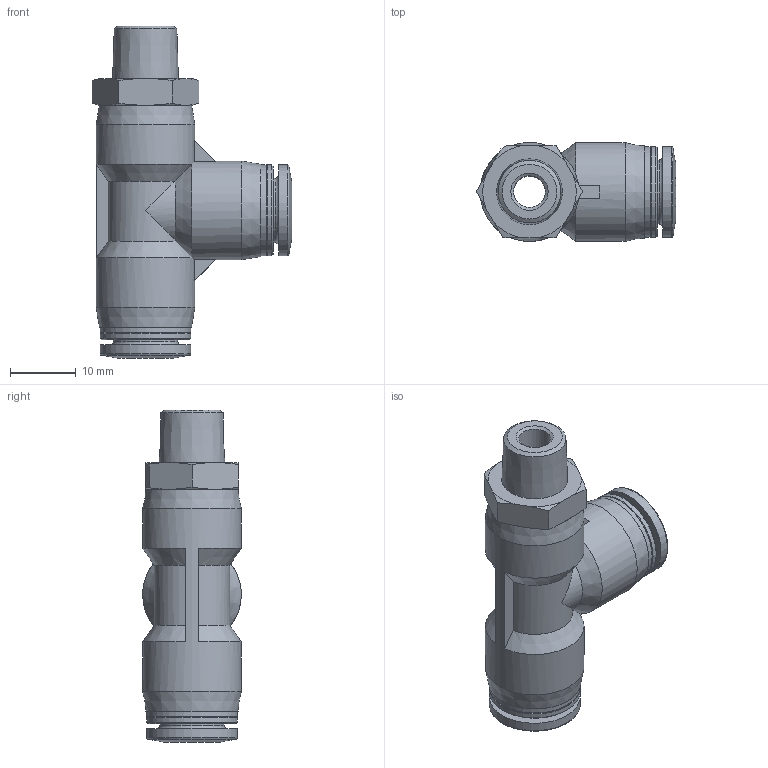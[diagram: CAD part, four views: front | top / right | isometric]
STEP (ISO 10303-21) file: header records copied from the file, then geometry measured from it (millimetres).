
FILE_DESCRIPTION(/* description */ ('STEP AP214'),/* implementation_level */ '2;1');
FILE_NAME(/* name */ '133065_NPQP-LQ-R18-Q8-FD-P10',/* time_stamp */ '2024-09-13T07:34:43+02:00',/* author */ ('License CC BY-ND 4.0'),/* organization */ ('CADENAS'),/* preprocessor_version */ 'ST-DEVELOPER v19.3',/* originating_system */ 'PARTsolutions',/* authorisation */ ' ');
FILE_SCHEMA (('AUTOMOTIVE_DESIGN {1 0 10303 214 3 1 1}'));
Length unit declared in the file: millimetre
Products named in the file (1): 133065 NPQP-LQ-R18-Q8-FD-P10
Bounding box: 30.28 x 15 x 50.4 mm (x, y, z)
Volume: 7259 mm3; surface area: 4883.3 mm2
Topology: 1 solids, 1 shells, 83 faces, 196 edges, 124 vertices
Faces by surface type: cone 32, plane 26, cylinder 18, torus 7
Full cylindrical faces by diameter (mm): 4.8 x2, 8 x2, 9.8 x2, 13.8 x6, 15 x2
Entity records: 2259 total; most frequent: CARTESIAN_POINT 481, DIRECTION 367, ORIENTED_EDGE 314, AXIS2_PLACEMENT_3D 166, EDGE_CURVE 157, EDGE_LOOP 131, FACE_BOUND 131, VERTEX_POINT 120
